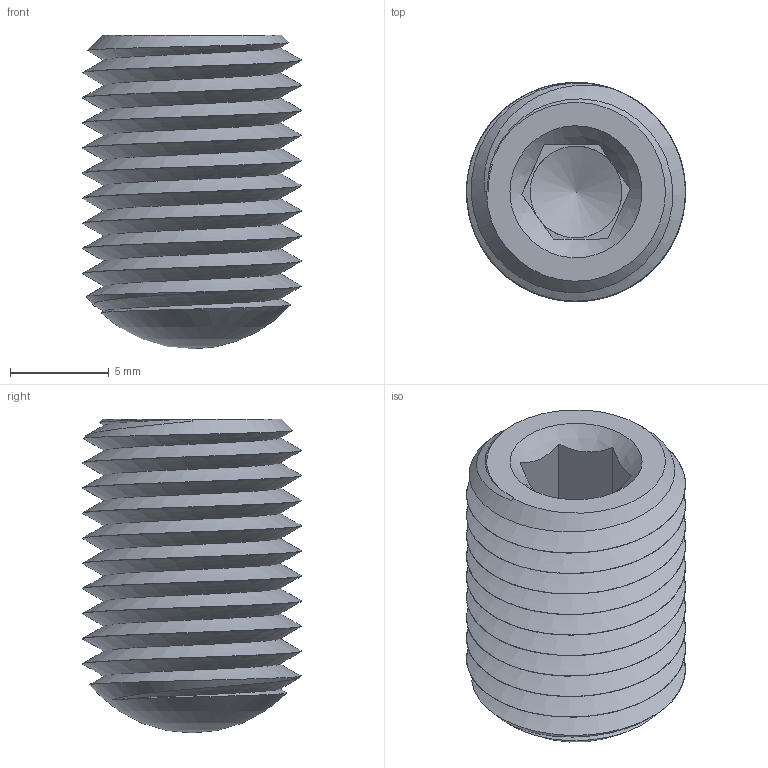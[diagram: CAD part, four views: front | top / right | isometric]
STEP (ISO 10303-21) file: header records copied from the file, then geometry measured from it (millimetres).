
FILE_DESCRIPTION(/* description */ (''),/* implementation_level */ '2;1');
FILE_NAME(/* name */ '11703.stp',/* time_stamp */ '2016-02-25T17:45:14-05:00',/* author */ ('DHiltner'),/* organization */ (''),/* preprocessor_version */ 'ST-DEVELOPER v15.6',/* originating_system */ 'Autodesk Inventor 2015',/* authorisation */ '');
FILE_SCHEMA (('AUTOMOTIVE_DESIGN { 1 0 10303 214 3 1 1 }'));
Length unit declared in the file: inch
Products named in the file (1): 11703
Bounding box: 11.08 x 11.08 x 15.88 mm (x, y, z)
Volume: 1002 mm3; surface area: 1118.9 mm2
Topology: 1 solids, 1 shells, 18 faces, 49 edges, 32 vertices
Faces by surface type: plane 10, cone 3, bspline 2, cylinder 2, sphere 1
Full cylindrical faces by diameter (mm): 4.648 x1
Entity records: 2619 total; most frequent: CARTESIAN_POINT 2226, ORIENTED_EDGE 80, DIRECTION 65, EDGE_CURVE 40, VERTEX_POINT 27, AXIS2_PLACEMENT_3D 24, EDGE_LOOP 21, FACE_OUTER_BOUND 18
